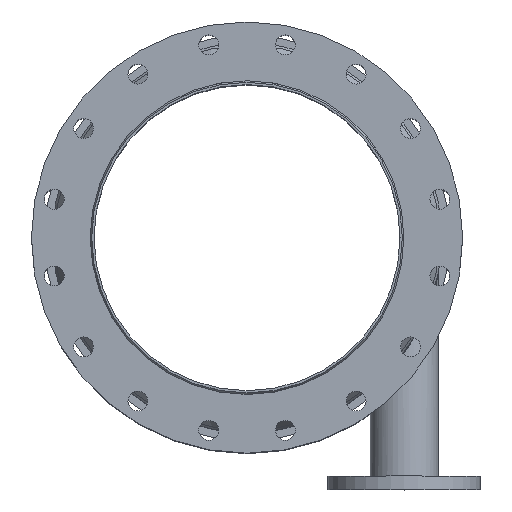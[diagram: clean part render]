
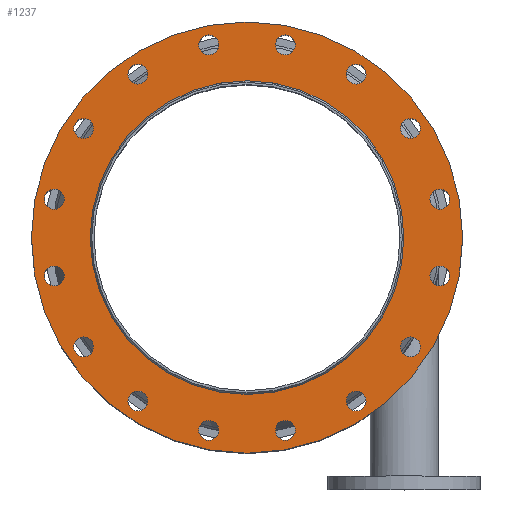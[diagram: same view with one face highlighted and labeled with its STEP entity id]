
A CAD part, top view. The second image highlights one B-rep face of the part: STEP entity #1237.
In plain terms, the highlighted planar face has unit normal (0, 0, 1).
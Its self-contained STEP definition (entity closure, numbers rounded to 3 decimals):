
#56=PLANE('',#1433);
#165=FACE_BOUND('',#468,.T.);
#166=FACE_BOUND('',#469,.T.);
#167=FACE_BOUND('',#470,.T.);
#168=FACE_BOUND('',#471,.T.);
#169=FACE_BOUND('',#472,.T.);
#170=FACE_BOUND('',#473,.T.);
#171=FACE_BOUND('',#474,.T.);
#172=FACE_BOUND('',#475,.T.);
#173=FACE_BOUND('',#476,.T.);
#174=FACE_BOUND('',#477,.T.);
#175=FACE_BOUND('',#478,.T.);
#176=FACE_BOUND('',#479,.T.);
#177=FACE_BOUND('',#480,.T.);
#178=FACE_BOUND('',#481,.T.);
#179=FACE_BOUND('',#482,.T.);
#180=FACE_BOUND('',#483,.T.);
#181=FACE_BOUND('',#484,.T.);
#281=FACE_OUTER_BOUND('',#467,.T.);
#467=EDGE_LOOP('',(#1048));
#468=EDGE_LOOP('',(#1049));
#469=EDGE_LOOP('',(#1050));
#470=EDGE_LOOP('',(#1051));
#471=EDGE_LOOP('',(#1052));
#472=EDGE_LOOP('',(#1053));
#473=EDGE_LOOP('',(#1054));
#474=EDGE_LOOP('',(#1055));
#475=EDGE_LOOP('',(#1056));
#476=EDGE_LOOP('',(#1057));
#477=EDGE_LOOP('',(#1058));
#478=EDGE_LOOP('',(#1059));
#479=EDGE_LOOP('',(#1060));
#480=EDGE_LOOP('',(#1061));
#481=EDGE_LOOP('',(#1062));
#482=EDGE_LOOP('',(#1063));
#483=EDGE_LOOP('',(#1064));
#484=EDGE_LOOP('',(#1065));
#593=CIRCLE('',#1380,205.5);
#595=CIRCLE('',#1383,13.);
#597=CIRCLE('',#1386,13.);
#599=CIRCLE('',#1389,13.);
#601=CIRCLE('',#1392,13.);
#603=CIRCLE('',#1395,13.);
#605=CIRCLE('',#1398,13.);
#607=CIRCLE('',#1401,13.);
#609=CIRCLE('',#1404,13.);
#611=CIRCLE('',#1407,13.);
#613=CIRCLE('',#1410,13.);
#615=CIRCLE('',#1413,13.);
#617=CIRCLE('',#1416,13.);
#619=CIRCLE('',#1419,13.);
#621=CIRCLE('',#1422,13.);
#623=CIRCLE('',#1425,13.);
#625=CIRCLE('',#1428,13.);
#627=CIRCLE('',#1431,282.5);
#710=VERTEX_POINT('',#2196);
#712=VERTEX_POINT('',#2201);
#714=VERTEX_POINT('',#2206);
#716=VERTEX_POINT('',#2211);
#718=VERTEX_POINT('',#2216);
#720=VERTEX_POINT('',#2221);
#722=VERTEX_POINT('',#2226);
#724=VERTEX_POINT('',#2231);
#726=VERTEX_POINT('',#2236);
#728=VERTEX_POINT('',#2241);
#730=VERTEX_POINT('',#2246);
#732=VERTEX_POINT('',#2251);
#734=VERTEX_POINT('',#2256);
#736=VERTEX_POINT('',#2261);
#738=VERTEX_POINT('',#2266);
#740=VERTEX_POINT('',#2271);
#742=VERTEX_POINT('',#2276);
#744=VERTEX_POINT('',#2281);
#827=EDGE_CURVE('',#710,#710,#593,.T.);
#829=EDGE_CURVE('',#712,#712,#595,.T.);
#831=EDGE_CURVE('',#714,#714,#597,.T.);
#833=EDGE_CURVE('',#716,#716,#599,.T.);
#835=EDGE_CURVE('',#718,#718,#601,.T.);
#837=EDGE_CURVE('',#720,#720,#603,.T.);
#839=EDGE_CURVE('',#722,#722,#605,.T.);
#841=EDGE_CURVE('',#724,#724,#607,.T.);
#843=EDGE_CURVE('',#726,#726,#609,.T.);
#845=EDGE_CURVE('',#728,#728,#611,.T.);
#847=EDGE_CURVE('',#730,#730,#613,.T.);
#849=EDGE_CURVE('',#732,#732,#615,.T.);
#851=EDGE_CURVE('',#734,#734,#617,.T.);
#853=EDGE_CURVE('',#736,#736,#619,.T.);
#855=EDGE_CURVE('',#738,#738,#621,.T.);
#857=EDGE_CURVE('',#740,#740,#623,.T.);
#859=EDGE_CURVE('',#742,#742,#625,.T.);
#861=EDGE_CURVE('',#744,#744,#627,.T.);
#1048=ORIENTED_EDGE('',*,*,#861,.F.);
#1049=ORIENTED_EDGE('',*,*,#827,.T.);
#1050=ORIENTED_EDGE('',*,*,#829,.T.);
#1051=ORIENTED_EDGE('',*,*,#831,.T.);
#1052=ORIENTED_EDGE('',*,*,#833,.T.);
#1053=ORIENTED_EDGE('',*,*,#835,.T.);
#1054=ORIENTED_EDGE('',*,*,#837,.T.);
#1055=ORIENTED_EDGE('',*,*,#839,.T.);
#1056=ORIENTED_EDGE('',*,*,#841,.T.);
#1057=ORIENTED_EDGE('',*,*,#843,.T.);
#1058=ORIENTED_EDGE('',*,*,#845,.T.);
#1059=ORIENTED_EDGE('',*,*,#847,.T.);
#1060=ORIENTED_EDGE('',*,*,#849,.T.);
#1061=ORIENTED_EDGE('',*,*,#851,.T.);
#1062=ORIENTED_EDGE('',*,*,#853,.T.);
#1063=ORIENTED_EDGE('',*,*,#855,.T.);
#1064=ORIENTED_EDGE('',*,*,#857,.T.);
#1065=ORIENTED_EDGE('',*,*,#859,.T.);
#1237=ADVANCED_FACE('',(#281,#165,#166,#167,#168,#169,#170,#171,#172,#173,
#174,#175,#176,#177,#178,#179,#180,#181),#56,.F.);
#1380=AXIS2_PLACEMENT_3D('',#2197,#1700,#1701);
#1383=AXIS2_PLACEMENT_3D('',#2202,#1706,#1707);
#1386=AXIS2_PLACEMENT_3D('',#2207,#1712,#1713);
#1389=AXIS2_PLACEMENT_3D('',#2212,#1718,#1719);
#1392=AXIS2_PLACEMENT_3D('',#2217,#1724,#1725);
#1395=AXIS2_PLACEMENT_3D('',#2222,#1730,#1731);
#1398=AXIS2_PLACEMENT_3D('',#2227,#1736,#1737);
#1401=AXIS2_PLACEMENT_3D('',#2232,#1742,#1743);
#1404=AXIS2_PLACEMENT_3D('',#2237,#1748,#1749);
#1407=AXIS2_PLACEMENT_3D('',#2242,#1754,#1755);
#1410=AXIS2_PLACEMENT_3D('',#2247,#1760,#1761);
#1413=AXIS2_PLACEMENT_3D('',#2252,#1766,#1767);
#1416=AXIS2_PLACEMENT_3D('',#2257,#1772,#1773);
#1419=AXIS2_PLACEMENT_3D('',#2262,#1778,#1779);
#1422=AXIS2_PLACEMENT_3D('',#2267,#1784,#1785);
#1425=AXIS2_PLACEMENT_3D('',#2272,#1790,#1791);
#1428=AXIS2_PLACEMENT_3D('',#2277,#1796,#1797);
#1431=AXIS2_PLACEMENT_3D('',#2282,#1802,#1803);
#1433=AXIS2_PLACEMENT_3D('',#2285,#1806,#1807);
#1700=DIRECTION('center_axis',(0.,0.,-1.));
#1701=DIRECTION('ref_axis',(-1.,0.,0.));
#1706=DIRECTION('center_axis',(0.,0.,-1.));
#1707=DIRECTION('ref_axis',(-1.,0.,0.));
#1712=DIRECTION('center_axis',(0.,0.,-1.));
#1713=DIRECTION('ref_axis',(-1.,0.,0.));
#1718=DIRECTION('center_axis',(0.,0.,-1.));
#1719=DIRECTION('ref_axis',(-1.,0.,0.));
#1724=DIRECTION('center_axis',(0.,0.,-1.));
#1725=DIRECTION('ref_axis',(-1.,0.,0.));
#1730=DIRECTION('center_axis',(0.,0.,-1.));
#1731=DIRECTION('ref_axis',(-1.,0.,0.));
#1736=DIRECTION('center_axis',(0.,0.,-1.));
#1737=DIRECTION('ref_axis',(-1.,0.,0.));
#1742=DIRECTION('center_axis',(0.,0.,-1.));
#1743=DIRECTION('ref_axis',(-1.,0.,0.));
#1748=DIRECTION('center_axis',(0.,0.,-1.));
#1749=DIRECTION('ref_axis',(-1.,0.,0.));
#1754=DIRECTION('center_axis',(0.,0.,-1.));
#1755=DIRECTION('ref_axis',(-1.,0.,0.));
#1760=DIRECTION('center_axis',(0.,0.,-1.));
#1761=DIRECTION('ref_axis',(-1.,0.,0.));
#1766=DIRECTION('center_axis',(0.,0.,-1.));
#1767=DIRECTION('ref_axis',(-1.,0.,0.));
#1772=DIRECTION('center_axis',(0.,0.,-1.));
#1773=DIRECTION('ref_axis',(-1.,0.,0.));
#1778=DIRECTION('center_axis',(0.,0.,-1.));
#1779=DIRECTION('ref_axis',(-1.,0.,0.));
#1784=DIRECTION('center_axis',(0.,0.,-1.));
#1785=DIRECTION('ref_axis',(-1.,0.,0.));
#1790=DIRECTION('center_axis',(0.,0.,-1.));
#1791=DIRECTION('ref_axis',(-1.,0.,0.));
#1796=DIRECTION('center_axis',(0.,0.,-1.));
#1797=DIRECTION('ref_axis',(-1.,0.,0.));
#1802=DIRECTION('center_axis',(0.,0.,-1.));
#1803=DIRECTION('ref_axis',(-1.,0.,0.));
#1806=DIRECTION('center_axis',(0.,0.,-1.));
#1807=DIRECTION('ref_axis',(-1.,0.,0.));
#2196=CARTESIAN_POINT('',(205.5,0.,350.));
#2197=CARTESIAN_POINT('Origin',(0.,0.,350.));
#2201=CARTESIAN_POINT('',(-37.236,252.552,350.));
#2202=CARTESIAN_POINT('Origin',(-50.236,252.552,350.));
#2206=CARTESIAN_POINT('',(-130.059,214.103,350.));
#2207=CARTESIAN_POINT('Origin',(-143.059,214.103,350.));
#2211=CARTESIAN_POINT('',(-201.103,143.059,350.));
#2212=CARTESIAN_POINT('Origin',(-214.103,143.059,350.));
#2216=CARTESIAN_POINT('',(-239.552,50.236,350.));
#2217=CARTESIAN_POINT('Origin',(-252.552,50.236,350.));
#2221=CARTESIAN_POINT('',(-239.552,-50.236,350.));
#2222=CARTESIAN_POINT('Origin',(-252.552,-50.236,350.));
#2226=CARTESIAN_POINT('',(-201.103,-143.059,350.));
#2227=CARTESIAN_POINT('Origin',(-214.103,-143.059,350.));
#2231=CARTESIAN_POINT('',(-130.059,-214.103,350.));
#2232=CARTESIAN_POINT('Origin',(-143.059,-214.103,350.));
#2236=CARTESIAN_POINT('',(-37.236,-252.552,350.));
#2237=CARTESIAN_POINT('Origin',(-50.236,-252.552,350.));
#2241=CARTESIAN_POINT('',(63.236,-252.552,350.));
#2242=CARTESIAN_POINT('Origin',(50.236,-252.552,350.));
#2246=CARTESIAN_POINT('',(156.059,-214.103,350.));
#2247=CARTESIAN_POINT('Origin',(143.059,-214.103,350.));
#2251=CARTESIAN_POINT('',(227.103,-143.059,350.));
#2252=CARTESIAN_POINT('Origin',(214.103,-143.059,350.));
#2256=CARTESIAN_POINT('',(265.552,-50.236,350.));
#2257=CARTESIAN_POINT('Origin',(252.552,-50.236,350.));
#2261=CARTESIAN_POINT('',(265.552,50.236,350.));
#2262=CARTESIAN_POINT('Origin',(252.552,50.236,350.));
#2266=CARTESIAN_POINT('',(227.103,143.059,350.));
#2267=CARTESIAN_POINT('Origin',(214.103,143.059,350.));
#2271=CARTESIAN_POINT('',(156.059,214.103,350.));
#2272=CARTESIAN_POINT('Origin',(143.059,214.103,350.));
#2276=CARTESIAN_POINT('',(63.236,252.552,350.));
#2277=CARTESIAN_POINT('Origin',(50.236,252.552,350.));
#2281=CARTESIAN_POINT('',(282.5,0.,350.));
#2282=CARTESIAN_POINT('Origin',(0.,0.,350.));
#2285=CARTESIAN_POINT('Origin',(0.,0.,350.));
